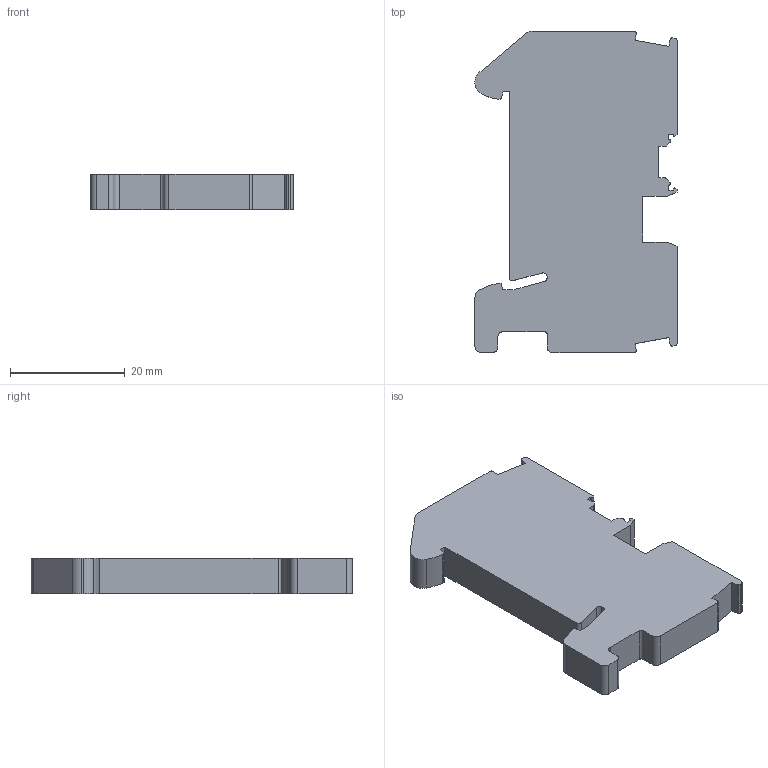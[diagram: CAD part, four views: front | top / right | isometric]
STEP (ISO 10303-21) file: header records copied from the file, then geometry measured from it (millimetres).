
FILE_DESCRIPTION( ( 'STEP AP214' ), '1' );
FILE_NAME( 'DPT4-20190524.stp', '2022-12-15T09:46:45', ( ' ' ), ( ' ' ), 'XStep 1.0', ' ', ' ' );
FILE_SCHEMA( ( 'CONFIG_CONTROL_DESIGN) ( )' ) );
Length unit declared in the file: metre
Products named in the file (1): dpt4-m120_20180705草
Bounding box: 35.25 x 56.1 x 6.15 mm (x, y, z)
Volume: 9753.5 mm3; surface area: 4641.3 mm2
Topology: 1 solids, 1 shells, 122 faces, 351 edges, 234 vertices
Faces by surface type: plane 71, cylinder 51
Full cylindrical faces by diameter (mm): 2 x1
Entity records: 5004 total; most frequent: CARTESIAN_POINT 707, ORIENTED_EDGE 700, DIRECTION 698, EDGE_CURVE 350, LINE 248, VECTOR 248, VERTEX_POINT 234, AXIS2_PLACEMENT_3D 225
